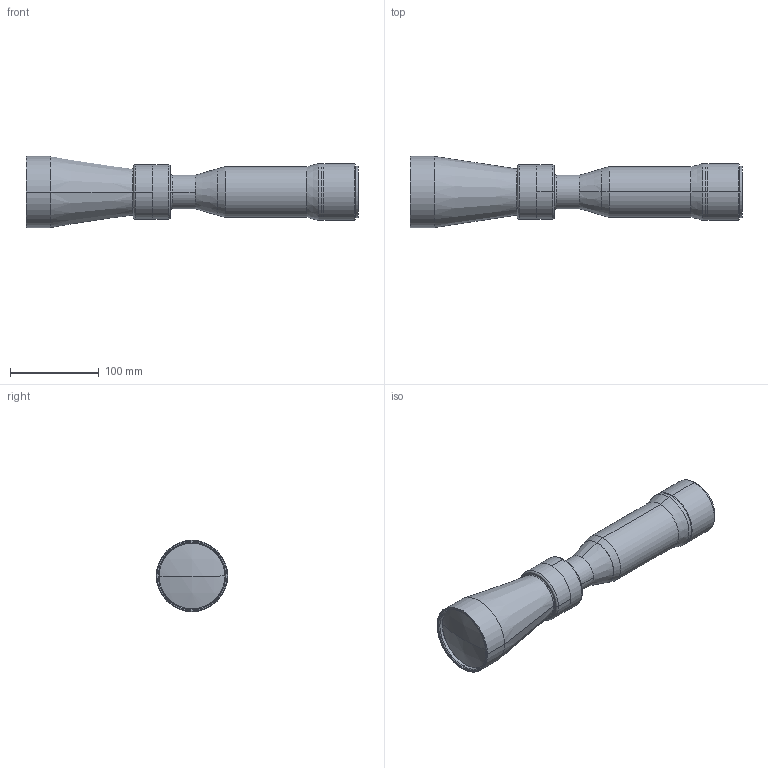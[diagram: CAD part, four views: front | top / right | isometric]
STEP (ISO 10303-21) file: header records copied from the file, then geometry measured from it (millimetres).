
FILE_DESCRIPTION (( 'STEP AP203' ), '1' );
FILE_NAME ('TC16M056-K.step', '2018-11-27T16:04:42', ( '' ), ( '' ), 'SwSTEP 2.0', 'SolidWorks 2018', '' );
FILE_SCHEMA (( 'CONFIG_CONTROL_DESIGN' ));
Length unit declared in the file: millimetre
Products named in the file (1): TC16M056-K
Bounding box: 373.56 x 80 x 80 mm (x, y, z)
Surface area: 99877.9 mm2 (no closed solid volume)
Topology: 0 solids, 9 shells, 77 faces, 194 edges, 131 vertices
Faces by surface type: cylinder 30, plane 19, cone 14, torus 12, sphere 2
Entity records: 2447 total; most frequent: DIRECTION 478, CARTESIAN_POINT 415, ORIENTED_EDGE 332, AXIS2_PLACEMENT_3D 210, EDGE_CURVE 194, CIRCLE 132, VERTEX_POINT 131, EDGE_LOOP 96
